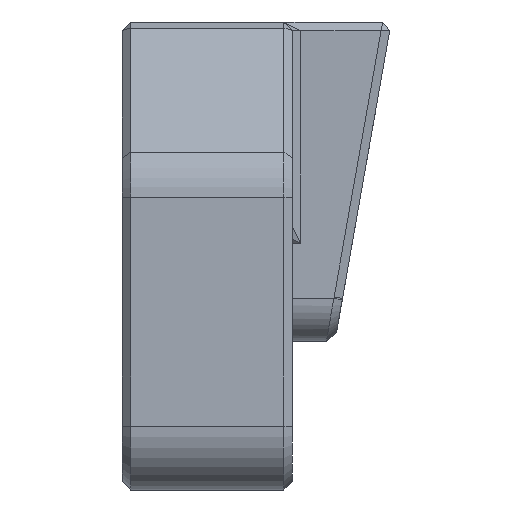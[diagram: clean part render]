
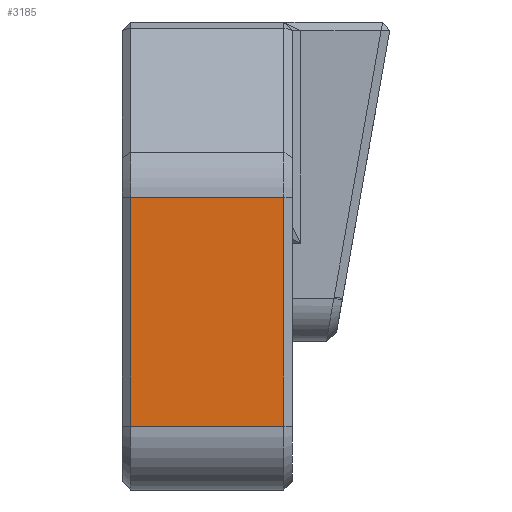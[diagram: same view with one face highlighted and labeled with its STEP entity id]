
A CAD part, left-side view. The second image highlights one B-rep face of the part: STEP entity #3185.
In plain terms, the highlighted planar face has unit normal (-1, 0, 0).
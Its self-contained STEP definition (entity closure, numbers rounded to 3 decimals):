
#215=PLANE('',#3452);
#397=FACE_OUTER_BOUND('',#597,.T.);
#597=EDGE_LOOP('',(#2739,#2740,#2741,#2742));
#798=LINE('',#5651,#1122);
#888=LINE('',#5883,#1212);
#945=LINE('',#6453,#1269);
#947=LINE('',#6456,#1271);
#1122=VECTOR('',#3850,10.);
#1212=VECTOR('',#4098,10.);
#1269=VECTOR('',#4225,10.);
#1271=VECTOR('',#4229,10.);
#1532=VERTEX_POINT('',#5645);
#1533=VERTEX_POINT('',#5649);
#1594=VERTEX_POINT('',#5874);
#1596=VERTEX_POINT('',#5881);
#1845=EDGE_CURVE('',#1533,#1532,#798,.T.);
#1964=EDGE_CURVE('',#1596,#1594,#888,.T.);
#2055=EDGE_CURVE('',#1532,#1596,#945,.T.);
#2057=EDGE_CURVE('',#1594,#1533,#947,.T.);
#2739=ORIENTED_EDGE('',*,*,#1845,.F.);
#2740=ORIENTED_EDGE('',*,*,#2057,.F.);
#2741=ORIENTED_EDGE('',*,*,#1964,.F.);
#2742=ORIENTED_EDGE('',*,*,#2055,.F.);
#3185=ADVANCED_FACE('',(#397),#215,.T.);
#3452=AXIS2_PLACEMENT_3D('',#6455,#4227,#4228);
#3850=DIRECTION('',(0.,0.,1.));
#4098=DIRECTION('',(0.,0.,-1.));
#4225=DIRECTION('',(0.,-1.,0.));
#4227=DIRECTION('center_axis',(-1.,0.,0.));
#4228=DIRECTION('ref_axis',(0.,1.,0.));
#4229=DIRECTION('',(0.,1.,0.));
#5645=CARTESIAN_POINT('',(8.65,293.6,474.757));
#5649=CARTESIAN_POINT('',(8.65,293.6,464.));
#5651=CARTESIAN_POINT('',(8.65,293.6,483.));
#5874=CARTESIAN_POINT('',(8.65,286.4,464.));
#5881=CARTESIAN_POINT('',(8.65,286.4,474.757));
#5883=CARTESIAN_POINT('',(8.65,286.4,483.));
#6453=CARTESIAN_POINT('',(8.65,287.,474.757));
#6455=CARTESIAN_POINT('Origin',(8.65,286.,483.));
#6456=CARTESIAN_POINT('',(8.65,288.,464.));
